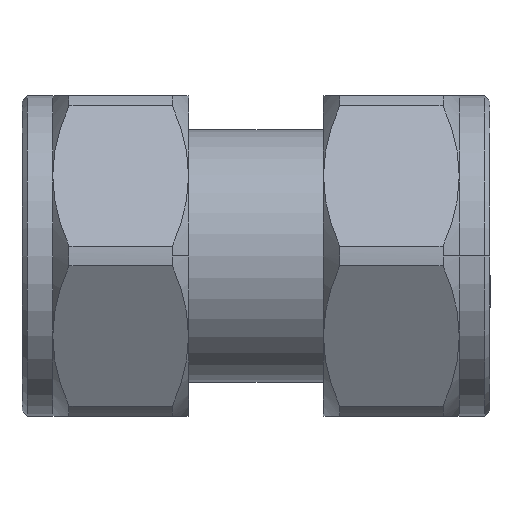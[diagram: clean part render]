
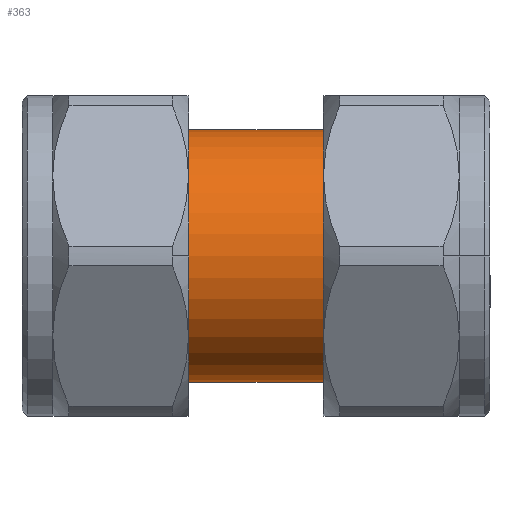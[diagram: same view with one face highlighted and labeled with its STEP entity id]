
A CAD part, front view. The second image highlights one B-rep face of the part: STEP entity #363.
In plain terms, the highlighted cylindrical face has radius 12.527 mm (diameter 25.053 mm), a partial arc.
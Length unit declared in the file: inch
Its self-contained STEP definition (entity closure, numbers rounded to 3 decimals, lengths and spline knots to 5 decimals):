
#249 = CARTESIAN_POINT ( 'NONE',  ( 0., 0., -0.49317 ) ) ;
#363 = ADVANCED_FACE ( 'NONE', ( #1129 ), #3787, .F. ) ;
#412 = EDGE_LOOP ( 'NONE', ( #671, #4669, #6010, #5044 ) ) ;
#614 = CARTESIAN_POINT ( 'NONE',  ( 0.65, 0., -0.49317 ) ) ;
#671 = ORIENTED_EDGE ( 'NONE', *, *, #5114, .F. ) ;
#846 = CARTESIAN_POINT ( 'NONE',  ( 0.65, 0., 0. ) ) ;
#1042 = CARTESIAN_POINT ( 'NONE',  ( 0.65, 0., 0.49317 ) ) ;
#1129 = FACE_OUTER_BOUND ( 'NONE', #412, .T. ) ;
#1305 = AXIS2_PLACEMENT_3D ( 'NONE', #6394, #6922, #5933 ) ;
#1383 = CARTESIAN_POINT ( 'NONE',  ( 0., 0., 0.49317 ) ) ;
#1405 = DIRECTION ( 'NONE',  ( 1., 0., 0. ) ) ;
#1875 = CARTESIAN_POINT ( 'NONE',  ( 1.17677, 0., -0.49317 ) ) ;
#2142 = EDGE_CURVE ( 'NONE', #6801, #3680, #5582, .T. ) ;
#2377 = DIRECTION ( 'NONE',  ( -1., 0., 0. ) ) ;
#2389 = LINE ( 'NONE', #1383, #2915 ) ;
#2824 = DIRECTION ( 'NONE',  ( 0., 0., 1. ) ) ;
#2876 = VERTEX_POINT ( 'NONE', #1042 ) ;
#2890 = DIRECTION ( 'NONE',  ( -1., 0., 0. ) ) ;
#2915 = VECTOR ( 'NONE', #4542, 39.37008 ) ;
#2939 = DIRECTION ( 'NONE',  ( 0., 0., 1. ) ) ;
#3079 = CARTESIAN_POINT ( 'NONE',  ( 1.17677, 0., 0.49317 ) ) ;
#3680 = VERTEX_POINT ( 'NONE', #614 ) ;
#3787 = CYLINDRICAL_SURFACE ( 'NONE', #1305, 0.49317 ) ;
#4278 = CIRCLE ( 'NONE', #5064, 0.49317 ) ;
#4379 = CARTESIAN_POINT ( 'NONE',  ( 1.17677, 0., 0. ) ) ;
#4382 = CIRCLE ( 'NONE', #6287, 0.49317 ) ;
#4452 = EDGE_CURVE ( 'NONE', #4793, #2876, #2389, .T. ) ;
#4542 = DIRECTION ( 'NONE',  ( -1., 0., 0. ) ) ;
#4669 = ORIENTED_EDGE ( 'NONE', *, *, #2142, .T. ) ;
#4793 = VERTEX_POINT ( 'NONE', #3079 ) ;
#5044 = ORIENTED_EDGE ( 'NONE', *, *, #4452, .F. ) ;
#5064 = AXIS2_PLACEMENT_3D ( 'NONE', #846, #1405, #2939 ) ;
#5114 = EDGE_CURVE ( 'NONE', #6801, #4793, #4382, .T. ) ;
#5582 = LINE ( 'NONE', #249, #6135 ) ;
#5933 = DIRECTION ( 'NONE',  ( 0., 0., 1. ) ) ;
#6010 = ORIENTED_EDGE ( 'NONE', *, *, #6435, .F. ) ;
#6135 = VECTOR ( 'NONE', #2377, 39.37008 ) ;
#6287 = AXIS2_PLACEMENT_3D ( 'NONE', #4379, #2890, #2824 ) ;
#6394 = CARTESIAN_POINT ( 'NONE',  ( 0., 0., 0. ) ) ;
#6435 = EDGE_CURVE ( 'NONE', #2876, #3680, #4278, .T. ) ;
#6801 = VERTEX_POINT ( 'NONE', #1875 ) ;
#6922 = DIRECTION ( 'NONE',  ( -1., 0., 0. ) ) ;
